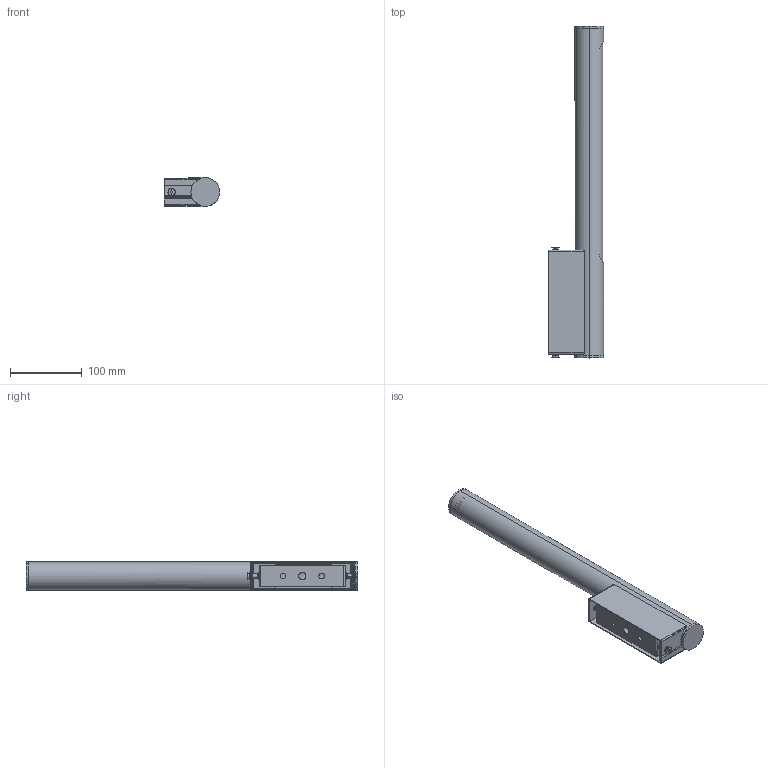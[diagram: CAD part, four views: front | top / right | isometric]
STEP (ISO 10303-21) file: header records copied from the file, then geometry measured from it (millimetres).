
FILE_DESCRIPTION (( 'STEP AP214' ), '1' );
FILE_NAME ('Assem arevik wall brass main.STEP', '2019-02-20T13:04:31', ( '' ), ( '' ), 'SwSTEP 2.0', 'SolidWorks 2018', '' );
FILE_SCHEMA (( 'AUTOMOTIVE_DESIGN' ));
Length unit declared in the file: millimetre
Products named in the file (1): Assem arevik wall brass main
Bounding box: 77.17 x 463.27 x 40 mm (x, y, z)
Volume: 232056.3 mm3; surface area: 220252.6 mm2
Topology: 16 solids, 16 shells, 876 faces, 2362 edges, 1530 vertices
Faces by surface type: cylinder 661, plane 159, bspline 30, torus 22, cone 4
Entity records: 70417 total; most frequent: CARTESIAN_POINT 41679, ORIENTED_EDGE 4724, DIRECTION 3278, EDGE_CURVE 2362, VERTEX_POINT 1530, AXIS2_PLACEMENT_3D 1187, EDGE_LOOP 932, VECTOR 904
